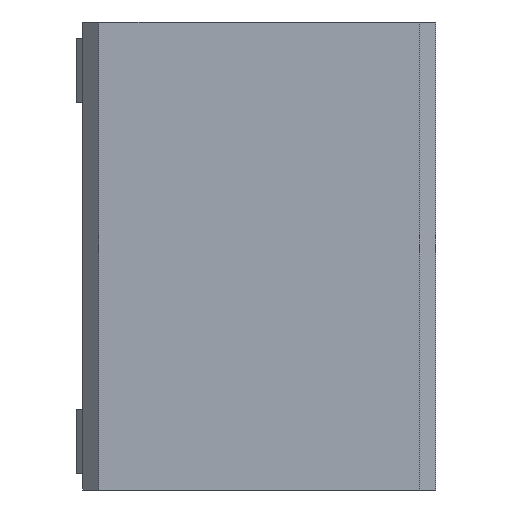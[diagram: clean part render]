
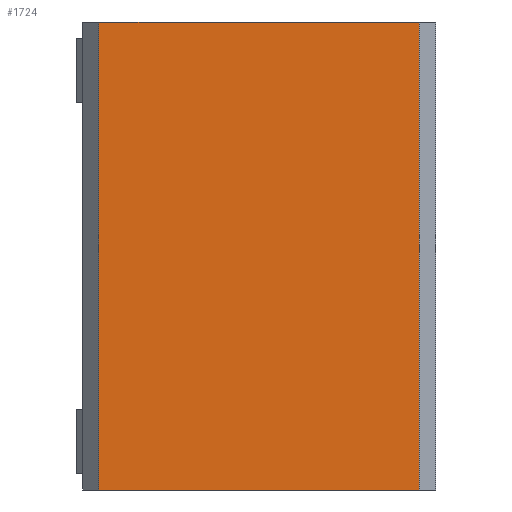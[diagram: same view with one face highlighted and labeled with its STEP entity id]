
A CAD part, left-side view. The second image highlights one B-rep face of the part: STEP entity #1724.
In plain terms, the highlighted planar face has unit normal (-1, 0, 0).
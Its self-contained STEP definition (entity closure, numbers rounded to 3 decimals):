
#255 = DIRECTION ( 'NONE',  ( 0., 0., -1. ) ) ;
#256 = DIRECTION ( 'NONE',  ( 1., 0., 0. ) ) ;
#258 = PLANE ( 'NONE',  #2286 ) ;
#259 = CARTESIAN_POINT ( 'NONE',  ( -55., -55., 146. ) ) ;
#519 = CARTESIAN_POINT ( 'NONE',  ( -55., 50., 146. ) ) ;
#530 = CARTESIAN_POINT ( 'NONE',  ( -55., -50., 146. ) ) ;
#539 = CARTESIAN_POINT ( 'NONE',  ( -55., 50., 0. ) ) ;
#609 = CARTESIAN_POINT ( 'NONE',  ( -55., -50., 0. ) ) ;
#869 = EDGE_CURVE ( 'NONE', #2082, #2071, #2410, .T. ) ;
#892 = EDGE_CURVE ( 'NONE', #2061, #1990, #2371, .T. ) ;
#923 = EDGE_CURVE ( 'NONE', #2082, #2061, #2321, .T. ) ;
#925 = EDGE_CURVE ( 'NONE', #1990, #2071, #2317, .T. ) ;
#1371 = DIRECTION ( 'NONE',  ( 0., -1., 0. ) ) ;
#1372 = CARTESIAN_POINT ( 'NONE',  ( -55., -55., 0. ) ) ;
#1429 = DIRECTION ( 'NONE',  ( 0., -1., 0. ) ) ;
#1430 = CARTESIAN_POINT ( 'NONE',  ( -55., -55., 146. ) ) ;
#1613 = ORIENTED_EDGE ( 'NONE', *, *, #869, .F. ) ;
#1615 = ORIENTED_EDGE ( 'NONE', *, *, #923, .T. ) ;
#1616 = ORIENTED_EDGE ( 'NONE', *, *, #925, .T. ) ;
#1618 = ORIENTED_EDGE ( 'NONE', *, *, #892, .T. ) ;
#1724 = ADVANCED_FACE ( 'NONE', ( #2842 ), #258, .F. ) ;
#1990 = VERTEX_POINT ( 'NONE', #609 ) ;
#2061 = VERTEX_POINT ( 'NONE', #539 ) ;
#2071 = VERTEX_POINT ( 'NONE', #530 ) ;
#2082 = VERTEX_POINT ( 'NONE', #519 ) ;
#2286 = AXIS2_PLACEMENT_3D ( 'NONE', #259, #256, #255 ) ;
#2316 = VECTOR ( 'NONE', #3103, 1000. ) ;
#2317 = LINE ( 'NONE', #3104, #2316 ) ;
#2320 = VECTOR ( 'NONE', #3107, 1000. ) ;
#2321 = LINE ( 'NONE', #3108, #2320 ) ;
#2371 = LINE ( 'NONE', #1372, #2372 ) ;
#2372 = VECTOR ( 'NONE', #1371, 1000. ) ;
#2407 = VECTOR ( 'NONE', #1429, 1000. ) ;
#2410 = LINE ( 'NONE', #1430, #2407 ) ;
#2577 = EDGE_LOOP ( 'NONE', ( #1613, #1615, #1618, #1616 ) ) ;
#2842 = FACE_OUTER_BOUND ( 'NONE', #2577, .T. ) ;
#3103 = DIRECTION ( 'NONE',  ( 0., 0., 1. ) ) ;
#3104 = CARTESIAN_POINT ( 'NONE',  ( -55., -50., 146. ) ) ;
#3107 = DIRECTION ( 'NONE',  ( 0., 0., -1. ) ) ;
#3108 = CARTESIAN_POINT ( 'NONE',  ( -55., 50., 146. ) ) ;
